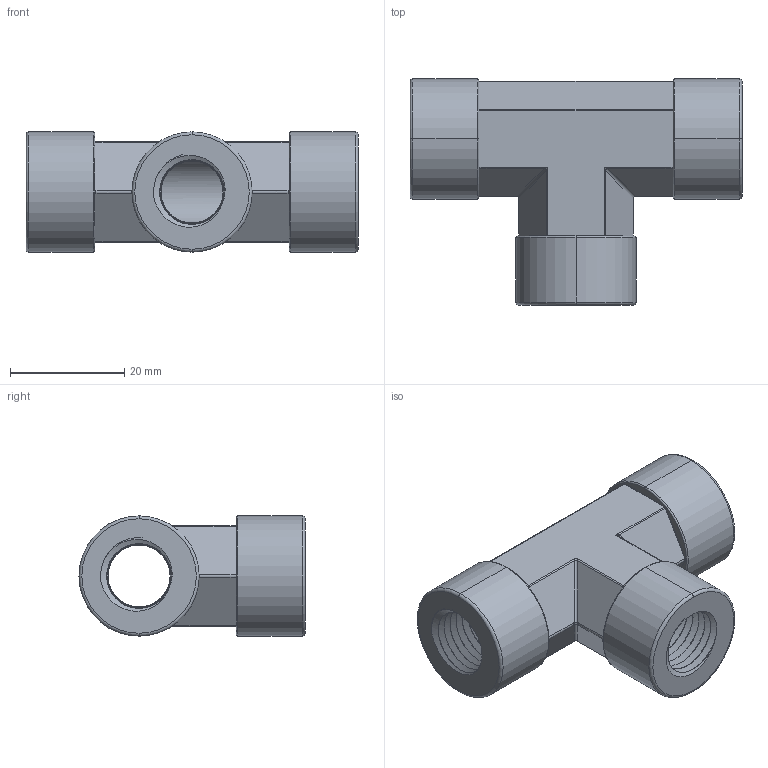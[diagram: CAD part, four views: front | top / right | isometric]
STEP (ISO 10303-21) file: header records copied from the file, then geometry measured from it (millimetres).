
FILE_DESCRIPTION((''),'2;1');
FILE_NAME('001_H-STA_MASTER','2025-07-07T15:50:31',('Administrator'),(''),'CREO PARAMETRIC BY PTC INC, 2020184','CREO PARAMETRIC BY PTC INC, 2020184','');
FILE_SCHEMA(('AUTOMOTIVE_DESIGN { 1 0 10303 214 1 1 1 1 }'));
Length unit declared in the file: millimetre
Products named in the file (1): 001_H-STA_MASTER
Bounding box: 58 x 39.5 x 21 mm (x, y, z)
Volume: 14719.7 mm3; surface area: 9753.8 mm2
Topology: 1 solids, 1 shells, 175 faces, 445 edges, 283 vertices
Faces by surface type: cylinder 46, cone 42, bspline 39, plane 24, torus 24
Entity records: 26023 total; most frequent: CARTESIAN_POINT 20700, ORIENTED_EDGE 866, DIRECTION 669, PRESENTATION_STYLE_ASSIGNMENT 445, STYLED_ITEM 445, CURVE_STYLE 444, EDGE_CURVE 433, VERTEX_POINT 262
